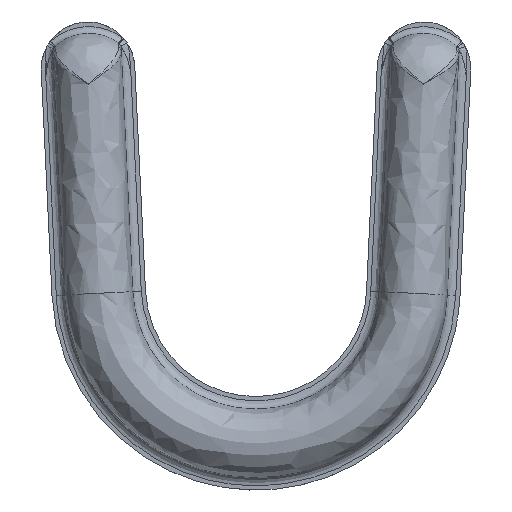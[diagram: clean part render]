
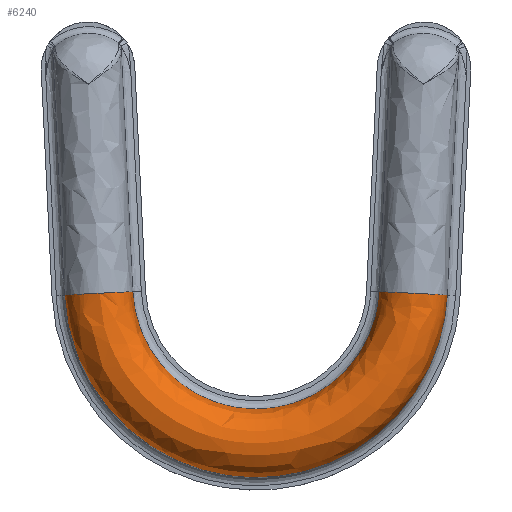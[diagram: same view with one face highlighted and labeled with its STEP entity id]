
A CAD part, top view. The second image highlights one B-rep face of the part: STEP entity #6240.
In plain terms, the highlighted free-form (B-spline) face has degree [2, 2] with [5, 5] control points.
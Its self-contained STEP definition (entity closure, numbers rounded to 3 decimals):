
#6122=CARTESIAN_POINT('',(14.484,23.309,3.));
#6123=VERTEX_POINT('',#6122);
#6130=CARTESIAN_POINT('',(-14.484,23.309,3.));
#6131=VERTEX_POINT('',#6130);
#6137=CARTESIAN_POINT('',(-14.484,23.309,3.));
#6138=CARTESIAN_POINT('',(-13.825,9.5,3.));
#6139=CARTESIAN_POINT('',(0.,9.5,3.));
#6140=CARTESIAN_POINT('',(13.825,9.5,3.));
#6141=CARTESIAN_POINT('',(14.484,23.309,3.));
#6149=(BOUNDED_CURVE()B_SPLINE_CURVE(2,(#6137,#6138,#6139,#6140,#6141),.UNSPECIFIED.,.F.,.U.)B_SPLINE_CURVE_WITH_KNOTS((3,2,3),(0.0,0.5,1.0),.UNSPECIFIED.)CURVE()GEOMETRIC_REPRESENTATION_ITEM()RATIONAL_B_SPLINE_CURVE((1.0,0.724,1.0,0.724,1.0))REPRESENTATION_ITEM(''));
#6150=EDGE_CURVE('',#6131,#6123,#6149,.T.);
#6155=CARTESIAN_POINT('',(-22.367,26.041,2.435));
#6156=CARTESIAN_POINT('',(-24.603,1.54,2.435));
#6157=CARTESIAN_POINT('',(0.,1.54,2.435));
#6158=CARTESIAN_POINT('',(24.603,1.54,2.435));
#6159=CARTESIAN_POINT('',(22.367,26.041,2.435));
#6160=CARTESIAN_POINT('',(-23.02,26.101,7.029));
#6161=CARTESIAN_POINT('',(-25.321,0.885,7.029));
#6162=CARTESIAN_POINT('',(0.,0.885,7.029));
#6163=CARTESIAN_POINT('',(25.321,0.885,7.029));
#6164=CARTESIAN_POINT('',(23.02,26.101,7.029));
#6165=CARTESIAN_POINT('',(-18.398,25.679,7.));
#6166=CARTESIAN_POINT('',(-20.238,5.525,7.));
#6167=CARTESIAN_POINT('',(0.,5.525,7.));
#6168=CARTESIAN_POINT('',(20.238,5.525,7.));
#6169=CARTESIAN_POINT('',(18.398,25.679,7.));
#6170=CARTESIAN_POINT('',(-13.832,25.262,6.971));
#6171=CARTESIAN_POINT('',(-15.215,10.11,6.971));
#6172=CARTESIAN_POINT('',(0.,10.11,6.971));
#6173=CARTESIAN_POINT('',(15.215,10.11,6.971));
#6174=CARTESIAN_POINT('',(13.832,25.262,6.971));
#6175=CARTESIAN_POINT('',(-14.48,25.322,2.432));
#6176=CARTESIAN_POINT('',(-15.928,9.46,2.432));
#6177=CARTESIAN_POINT('',(0.,9.46,2.432));
#6178=CARTESIAN_POINT('',(15.928,9.46,2.432));
#6179=CARTESIAN_POINT('',(14.48,25.322,2.432));
#6187=(BOUNDED_SURFACE()B_SPLINE_SURFACE(2,2,((#6155,#6160,#6165,#6170,#6175),(#6156,#6161,#6166,#6171,#6176),(#6157,#6162,#6167,#6172,#6177),(#6158,#6163,#6168,#6173,#6178),(#6159,#6164,#6169,#6174,#6179)),.UNSPECIFIED.,.F.,.F.,.U.)B_SPLINE_SURFACE_WITH_KNOTS((3,2,3),(3,2,3),(0.0,39.631,79.261),(0.0,7.332,14.607),.UNSPECIFIED.)GEOMETRIC_REPRESENTATION_ITEM()RATIONAL_B_SPLINE_SURFACE(((0.983,0.644,0.99,0.647,0.978),(0.666,0.436,0.671,0.438,0.663),(0.993,0.651,1.0,0.653,0.988),(0.666,0.436,0.671,0.438,0.663),(0.983,0.644,0.99,0.647,0.978)))REPRESENTATION_ITEM('')SURFACE());
#6188=ORIENTED_EDGE('',*,*,#6150,.F.);
#6189=CARTESIAN_POINT('',(-22.474,22.928,3.));
#6190=VERTEX_POINT('',#6189);
#6191=CARTESIAN_POINT('',(-22.474,22.928,3.));
#6192=CARTESIAN_POINT('',(-22.474,22.928,7.));
#6193=CARTESIAN_POINT('',(-18.479,23.118,7.));
#6194=CARTESIAN_POINT('',(-14.484,23.309,7.));
#6195=CARTESIAN_POINT('',(-14.484,23.309,3.));
#6203=(BOUNDED_CURVE()B_SPLINE_CURVE(2,(#6191,#6192,#6193,#6194,#6195),.UNSPECIFIED.,.F.,.U.)B_SPLINE_CURVE_WITH_KNOTS((3,2,3),(0.0,0.5,1.0),.UNSPECIFIED.)CURVE()GEOMETRIC_REPRESENTATION_ITEM()RATIONAL_B_SPLINE_CURVE((1.0,0.707,1.0,0.707,1.0))REPRESENTATION_ITEM(''));
#6204=EDGE_CURVE('',#6190,#6131,#6203,.T.);
#6205=ORIENTED_EDGE('',*,*,#6204,.F.);
#6206=CARTESIAN_POINT('',(22.474,22.928,3.));
#6207=VERTEX_POINT('',#6206);
#6208=CARTESIAN_POINT('',(-22.474,22.928,3.));
#6209=CARTESIAN_POINT('',(-21.452,1.5,3.));
#6210=CARTESIAN_POINT('',(0.,1.5,3.));
#6211=CARTESIAN_POINT('',(21.452,1.5,3.));
#6212=CARTESIAN_POINT('',(22.474,22.928,3.));
#6220=(BOUNDED_CURVE()B_SPLINE_CURVE(2,(#6208,#6209,#6210,#6211,#6212),.UNSPECIFIED.,.F.,.U.)B_SPLINE_CURVE_WITH_KNOTS((3,2,3),(0.0,0.5,1.0),.UNSPECIFIED.)CURVE()GEOMETRIC_REPRESENTATION_ITEM()RATIONAL_B_SPLINE_CURVE((1.0,0.724,1.0,0.724,1.0))REPRESENTATION_ITEM(''));
#6221=EDGE_CURVE('',#6190,#6207,#6220,.T.);
#6222=ORIENTED_EDGE('',*,*,#6221,.T.);
#6223=CARTESIAN_POINT('',(22.474,22.928,3.));
#6224=CARTESIAN_POINT('',(22.474,22.928,7.));
#6225=CARTESIAN_POINT('',(18.479,23.118,7.));
#6226=CARTESIAN_POINT('',(14.484,23.309,7.));
#6227=CARTESIAN_POINT('',(14.484,23.309,3.));
#6235=(BOUNDED_CURVE()B_SPLINE_CURVE(2,(#6223,#6224,#6225,#6226,#6227),.UNSPECIFIED.,.F.,.U.)B_SPLINE_CURVE_WITH_KNOTS((3,2,3),(0.0,0.5,1.0),.UNSPECIFIED.)CURVE()GEOMETRIC_REPRESENTATION_ITEM()RATIONAL_B_SPLINE_CURVE((1.0,0.707,1.0,0.707,1.0))REPRESENTATION_ITEM(''));
#6236=EDGE_CURVE('',#6207,#6123,#6235,.T.);
#6237=ORIENTED_EDGE('',*,*,#6236,.T.);
#6238=EDGE_LOOP('',(#6188,#6205,#6222,#6237));
#6239=FACE_OUTER_BOUND('',#6238,.T.);
#6240=ADVANCED_FACE('',(#6239),#6187,.T.);
